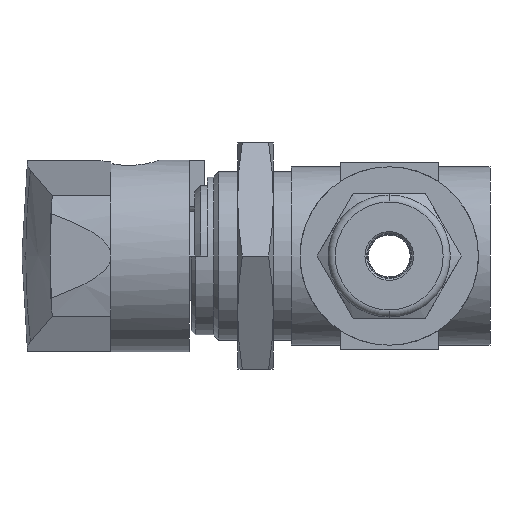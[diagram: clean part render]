
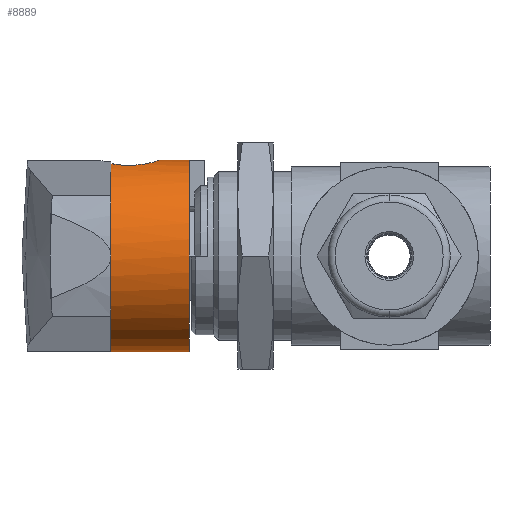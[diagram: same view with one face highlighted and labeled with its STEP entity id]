
A CAD part, left-side view. The second image highlights one B-rep face of the part: STEP entity #8889.
In plain terms, the highlighted cylindrical face has radius 10.75 mm (diameter 21.5 mm), a partial arc.
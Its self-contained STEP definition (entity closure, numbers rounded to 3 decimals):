
#662 = CARTESIAN_POINT ( 'NONE',  ( -2.638, 26.888, 10.423 ) ) ;
#713 = CARTESIAN_POINT ( 'NONE',  ( -2.974, 31.054, 10.331 ) ) ;
#1103 = DIRECTION ( 'NONE',  ( 0., -1., 0. ) ) ;
#1112 = DIRECTION ( 'NONE',  ( 0., 0., -1. ) ) ;
#1169 = B_SPLINE_CURVE_WITH_KNOTS ( 'NONE', 3,
 ( #6192, #9734, #10643, #8854, #4334, #2525, #8927, #7179, #713, #10874 ),
 .UNSPECIFIED., .F., .F.,
 ( 4, 2, 2, 2, 4 ),
 ( 0.013, 0.014, 0.014, 0.015, 0.015 ),
 .UNSPECIFIED. ) ;
#1372 = VERTEX_POINT ( 'NONE', #7993 ) ;
#1523 = CARTESIAN_POINT ( 'NONE',  ( -0.23, 25.7, 10.75 ) ) ;
#1575 = CARTESIAN_POINT ( 'NONE',  ( -1.557, 26.057, 10.639 ) ) ;
#1594 = AXIS2_PLACEMENT_3D ( 'NONE', #4790, #7764, #8431 ) ;
#1897 = CARTESIAN_POINT ( 'NONE',  ( 0., 20.7, 10.75 ) ) ;
#1906 = EDGE_CURVE ( 'NONE', #3382, #6095, #5485, .T. ) ;
#1932 = EDGE_CURVE ( 'NONE', #8981, #1372, #6748, .T. ) ;
#1972 = EDGE_CURVE ( 'NONE', #10975, #5245, #9186, .T. ) ;
#1974 = DIRECTION ( 'NONE',  ( 0., 1., 0. ) ) ;
#2188 = AXIS2_PLACEMENT_3D ( 'NONE', #11341, #1103, #2284 ) ;
#2281 = CARTESIAN_POINT ( 'NONE',  ( -3.5, 29.2, 10.164 ) ) ;
#2282 = CARTESIAN_POINT ( 'NONE',  ( 0., 20.7, -10.75 ) ) ;
#2284 = DIRECTION ( 'NONE',  ( 0., 0., -1. ) ) ;
#2477 = CARTESIAN_POINT ( 'NONE',  ( 0., 22.4, -10.75 ) ) ;
#2525 = CARTESIAN_POINT ( 'NONE',  ( -3.285, 30.42, 10.236 ) ) ;
#3082 = ORIENTED_EDGE ( 'NONE', *, *, #1906, .F. ) ;
#3265 = EDGE_CURVE ( 'NONE', #5245, #4650, #1169, .T. ) ;
#3367 = CARTESIAN_POINT ( 'NONE',  ( -1.761, 26.167, 10.607 ) ) ;
#3382 = VERTEX_POINT ( 'NONE', #7630 ) ;
#3769 = CIRCLE ( 'NONE', #4078, 10.75 ) ;
#4078 = AXIS2_PLACEMENT_3D ( 'NONE', #5706, #4831, #1112 ) ;
#4164 = ORIENTED_EDGE ( 'NONE', *, *, #5967, .F. ) ;
#4197 = CARTESIAN_POINT ( 'NONE',  ( -3.144, 27.645, 10.28 ) ) ;
#4280 = CARTESIAN_POINT ( 'NONE',  ( -3.32, 28.068, 10.225 ) ) ;
#4334 = CARTESIAN_POINT ( 'NONE',  ( -3.392, 30.082, 10.201 ) ) ;
#4650 = VERTEX_POINT ( 'NONE', #10739 ) ;
#4790 = CARTESIAN_POINT ( 'NONE',  ( 0., 22.4, 0. ) ) ;
#4831 = DIRECTION ( 'NONE',  ( 0., -1., 0. ) ) ;
#4968 = EDGE_CURVE ( 'NONE', #3382, #10975, #7916, .T. ) ;
#5118 = CARTESIAN_POINT ( 'NONE',  ( -3.477, 28.737, 10.172 ) ) ;
#5213 = ORIENTED_EDGE ( 'NONE', *, *, #4968, .T. ) ;
#5245 = VERTEX_POINT ( 'NONE', #2281 ) ;
#5270 = CARTESIAN_POINT ( 'NONE',  ( -1.133, 25.881, 10.692 ) ) ;
#5485 = CIRCLE ( 'NONE', #1594, 10.75 ) ;
#5706 = CARTESIAN_POINT ( 'NONE',  ( 0., 31.2, 0. ) ) ;
#5932 = EDGE_CURVE ( 'NONE', #4650, #8981, #3769, .T. ) ;
#5967 = EDGE_CURVE ( 'NONE', #6095, #1372, #9034, .T. ) ;
#6060 = CARTESIAN_POINT ( 'NONE',  ( -2.314, 26.564, 10.499 ) ) ;
#6095 = VERTEX_POINT ( 'NONE', #2477 ) ;
#6144 = ORIENTED_EDGE ( 'NONE', *, *, #5932, .T. ) ;
#6180 = CARTESIAN_POINT ( 'NONE',  ( -0.914, 25.814, 10.713 ) ) ;
#6192 = CARTESIAN_POINT ( 'NONE',  ( -3.5, 29.2, 10.164 ) ) ;
#6291 = CARTESIAN_POINT ( 'NONE',  ( 0., 20.7, 0. ) ) ;
#6748 = CIRCLE ( 'NONE', #2188, 10.75 ) ;
#7074 = DIRECTION ( 'NONE',  ( 0., 1., 0. ) ) ;
#7085 = CARTESIAN_POINT ( 'NONE',  ( -3.386, 28.286, 10.203 ) ) ;
#7179 = CARTESIAN_POINT ( 'NONE',  ( -3.064, 30.9, 10.304 ) ) ;
#7331 = VECTOR ( 'NONE', #7843, 1000. ) ;
#7562 = CYLINDRICAL_SURFACE ( 'NONE', #7926, 10.75 ) ;
#7630 = CARTESIAN_POINT ( 'NONE',  ( 0., 22.4, 10.75 ) ) ;
#7764 = DIRECTION ( 'NONE',  ( 0., -1., 0. ) ) ;
#7843 = DIRECTION ( 'NONE',  ( 0., 1., 0. ) ) ;
#7916 = LINE ( 'NONE', #1897, #9055 ) ;
#7926 = AXIS2_PLACEMENT_3D ( 'NONE', #6291, #7074, #11649 ) ;
#7960 = CARTESIAN_POINT ( 'NONE',  ( -2.138, 26.42, 10.537 ) ) ;
#7993 = CARTESIAN_POINT ( 'NONE',  ( 0., 31.2, -10.75 ) ) ;
#8074 = CARTESIAN_POINT ( 'NONE',  ( 0., 25.7, 10.75 ) ) ;
#8396 = ORIENTED_EDGE ( 'NONE', *, *, #1932, .T. ) ;
#8431 = DIRECTION ( 'NONE',  ( 0., 0., -1. ) ) ;
#8762 = CARTESIAN_POINT ( 'NONE',  ( -3.034, 27.441, 10.314 ) ) ;
#8851 = FACE_OUTER_BOUND ( 'NONE', #10227, .T. ) ;
#8854 = CARTESIAN_POINT ( 'NONE',  ( -3.433, 29.906, 10.187 ) ) ;
#8889 = ADVANCED_FACE ( 'NONE', ( #8851 ), #7562, .T. ) ;
#8927 = CARTESIAN_POINT ( 'NONE',  ( -3.22, 30.583, 10.257 ) ) ;
#8981 = VERTEX_POINT ( 'NONE', #10893 ) ;
#9034 = LINE ( 'NONE', #2282, #7331 ) ;
#9055 = VECTOR ( 'NONE', #1974, 1000. ) ;
#9186 = B_SPLINE_CURVE_WITH_KNOTS ( 'NONE', 3,
 ( #9509, #1523, #9758, #6180, #5270, #1575, #3367, #7960, #6060, #662, #9797, #8762, #4197, #4280, #7085, #5118, #11583, #9632 ),
 .UNSPECIFIED., .F., .F.,
 ( 4, 2, 2, 2, 2, 2, 2, 2, 4 ),
 ( 0.008, 0.008, 0.009, 0.01, 0.01, 0.011, 0.012, 0.012, 0.013 ),
 .UNSPECIFIED. ) ;
#9509 = CARTESIAN_POINT ( 'NONE',  ( 0., 25.7, 10.75 ) ) ;
#9632 = CARTESIAN_POINT ( 'NONE',  ( -3.5, 29.2, 10.164 ) ) ;
#9734 = CARTESIAN_POINT ( 'NONE',  ( -3.5, 29.378, 10.164 ) ) ;
#9758 = CARTESIAN_POINT ( 'NONE',  ( -0.463, 25.723, 10.742 ) ) ;
#9797 = CARTESIAN_POINT ( 'NONE',  ( -2.782, 27.064, 10.385 ) ) ;
#10227 = EDGE_LOOP ( 'NONE', ( #4164, #3082, #5213, #11396, #11246, #6144, #8396 ) ) ;
#10643 = CARTESIAN_POINT ( 'NONE',  ( -3.487, 29.554, 10.169 ) ) ;
#10739 = CARTESIAN_POINT ( 'NONE',  ( -2.872, 31.2, 10.359 ) ) ;
#10874 = CARTESIAN_POINT ( 'NONE',  ( -2.872, 31.2, 10.359 ) ) ;
#10893 = CARTESIAN_POINT ( 'NONE',  ( -0.184, 31.2, -10.748 ) ) ;
#10975 = VERTEX_POINT ( 'NONE', #8074 ) ;
#11246 = ORIENTED_EDGE ( 'NONE', *, *, #3265, .T. ) ;
#11341 = CARTESIAN_POINT ( 'NONE',  ( 0., 31.2, 0. ) ) ;
#11396 = ORIENTED_EDGE ( 'NONE', *, *, #1972, .T. ) ;
#11583 = CARTESIAN_POINT ( 'NONE',  ( -3.5, 28.97, 10.164 ) ) ;
#11649 = DIRECTION ( 'NONE',  ( 0., 0., 1. ) ) ;
